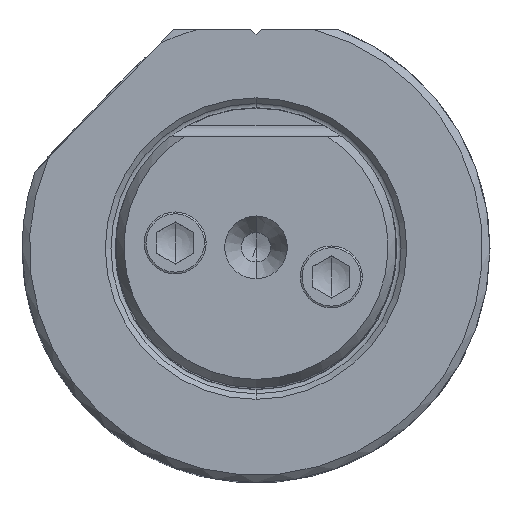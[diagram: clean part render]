
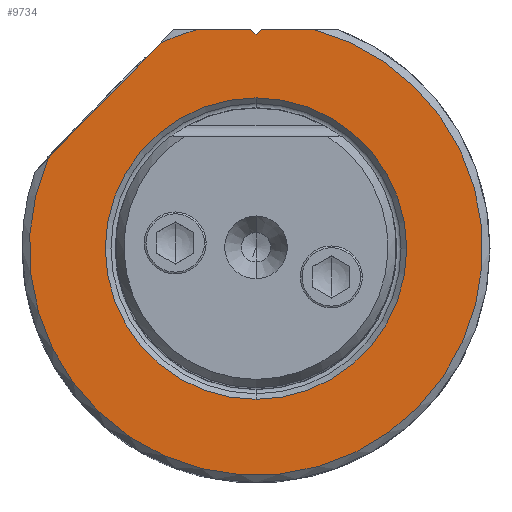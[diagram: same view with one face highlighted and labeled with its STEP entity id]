
A CAD part, top view. The second image highlights one B-rep face of the part: STEP entity #9734.
In plain terms, the highlighted planar face has unit normal (0, 0, 1).
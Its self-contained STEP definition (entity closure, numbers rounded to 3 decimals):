
#2889=DIRECTION('',(0.707,-0.707,0.));
#2890=VECTOR('',#2889,0.5);
#2891=CARTESIAN_POINT('',(-0.354,14.875,0.));
#2892=LINE('',#2891,#2890);
#2896=DIRECTION('',(0.707,0.707,0.));
#2897=VECTOR('',#2896,0.5);
#2898=CARTESIAN_POINT('',(0.,14.521,
0.));
#2899=LINE('',#2898,#2897);
#2903=DIRECTION('',(1.,0.,0.));
#2904=VECTOR('',#2903,3.536);
#2905=CARTESIAN_POINT('',(0.354,14.875,0.));
#2906=LINE('',#2905,#2904);
#2910=CARTESIAN_POINT('',(0.,0.,0.));
#2911=DIRECTION('',(0.,0.,-1.));
#2912=DIRECTION('',(0.253,0.967,0.));
#2913=AXIS2_PLACEMENT_3D('',#2910,#2911,#2912);
#2918=DIRECTION('',(0.699,0.715,0.));
#2919=VECTOR('',#2918,10.909);
#2920=CARTESIAN_POINT('',(-14.093,6.147,
0.));
#2921=LINE('',#2920,#2919);
#2925=CARTESIAN_POINT('',(0.,0.,0.));
#2926=DIRECTION('',(0.,0.,-1.));
#2927=DIRECTION('',(-0.421,0.907,0.));
#2928=AXIS2_PLACEMENT_3D('',#2925,#2926,#2927);
#2933=DIRECTION('',(1.,0.,0.));
#2934=VECTOR('',#2933,3.536);
#2935=CARTESIAN_POINT('',(-3.889,14.875,0.));
#2936=LINE('',#2935,#2934);
#2940=CARTESIAN_POINT('',(0.,0.,
0.));
#2941=DIRECTION('',(0.,0.,1.));
#2942=DIRECTION('',(0.,1.,0.));
#2943=AXIS2_PLACEMENT_3D('',#2940,#2941,#2942);
#2948=CARTESIAN_POINT('',(0.,0.,
0.));
#2949=DIRECTION('',(0.,0.,1.));
#2950=DIRECTION('',(0.,-1.,0.));
#2951=AXIS2_PLACEMENT_3D('',#2948,#2949,#2950);
#5604=CARTESIAN_POINT('',(-0.354,14.875,0.));
#5605=VERTEX_POINT('',#5604);
#5606=CARTESIAN_POINT('',(0.354,14.875,0.));
#5607=VERTEX_POINT('',#5606);
#5608=CARTESIAN_POINT('',(0.,14.521,
0.));
#5609=VERTEX_POINT('',#5608);
#5610=CARTESIAN_POINT('',(3.889,14.875,0.));
#5611=VERTEX_POINT('',#5610);
#5612=CARTESIAN_POINT('',(-14.093,6.147,
0.));
#5613=CARTESIAN_POINT('',(-6.468,13.948,
0.));
#5614=VERTEX_POINT('',#5612);
#5615=VERTEX_POINT('',#5613);
#5616=CARTESIAN_POINT('',(-3.889,14.875,0.));
#5617=VERTEX_POINT('',#5616);
#5618=CARTESIAN_POINT('',(0.,10.225,0.));
#5619=CARTESIAN_POINT('',(0.,-10.225,0.));
#5620=VERTEX_POINT('',#5618);
#5621=VERTEX_POINT('',#5619);
#9710=CARTESIAN_POINT('',(0.,-0.25,
0.));
#9711=DIRECTION('',(0.,0.,1.));
#9712=DIRECTION('',(0.,-1.,0.));
#9713=AXIS2_PLACEMENT_3D('',#9710,#9711,#9712);
#9714=PLANE('',#9713);
#9716=ORIENTED_EDGE('',*,*,#9715,.T.);
#9718=ORIENTED_EDGE('',*,*,#9717,.T.);
#9719=ORIENTED_EDGE('',*,*,#9673,.T.);
#9720=ORIENTED_EDGE('',*,*,#9695,.T.);
#9721=ORIENTED_EDGE('',*,*,#8082,.T.);
#9723=ORIENTED_EDGE('',*,*,#9722,.T.);
#9725=ORIENTED_EDGE('',*,*,#9724,.T.);
#9726=EDGE_LOOP('',(#9716,#9718,#9719,#9720,#9721,#9723,#9725));
#9727=FACE_OUTER_BOUND('',#9726,.F.);
#9729=ORIENTED_EDGE('',*,*,#9728,.T.);
#9731=ORIENTED_EDGE('',*,*,#9730,.T.);
#9732=EDGE_LOOP('',(#9729,#9731));
#9733=FACE_BOUND('',#9732,.F.);
#2914=CIRCLE('',#2913,15.375);
#2929=CIRCLE('',#2928,15.375);
#2944=CIRCLE('',#2943,10.225);
#2952=CIRCLE('',#2951,10.225);
#8082=EDGE_CURVE('',#5614,#5615,#2921,.T.);
#9673=EDGE_CURVE('',#5607,#5611,#2906,.T.);
#9695=EDGE_CURVE('',#5611,#5614,#2914,.T.);
#9715=EDGE_CURVE('',#5605,#5609,#2892,.T.);
#9717=EDGE_CURVE('',#5609,#5607,#2899,.T.);
#9722=EDGE_CURVE('',#5615,#5617,#2929,.T.);
#9724=EDGE_CURVE('',#5617,#5605,#2936,.T.);
#9728=EDGE_CURVE('',#5620,#5621,#2944,.T.);
#9730=EDGE_CURVE('',#5621,#5620,#2952,.T.);
#9734=ADVANCED_FACE('',(#9727,#9733),#9714,.T.);
